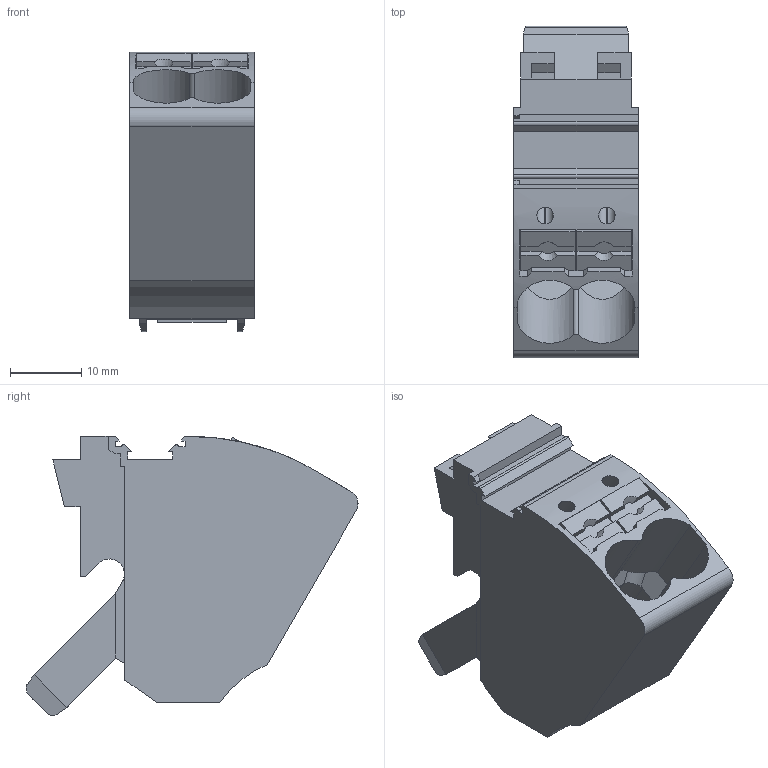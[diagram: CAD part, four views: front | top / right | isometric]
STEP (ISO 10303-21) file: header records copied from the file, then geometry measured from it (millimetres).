
FILE_DESCRIPTION(('Creo Elements/Direct Modeling STEP Export'),'2;1');
FILE_NAME('model.stp','2019-08-02T 1:43:18',(''),(''),'Creo Elements/Direct Modeling STEP processor for AP214 (Solid Model)','Creo Elements/Direct Modeling 20.1A 29-Sep-2018 (C) Parametric Technology GmbH','');
FILE_SCHEMA(('AUTOMOTIVE_DESIGN { 1 0 10303 214 1 1 1 1 }'));
Length unit declared in the file: millimetre
Products named in the file (2): AGK_10-PTPOWER_BK_YE-select
Assembly tree (1 placements, depth 2):
  AGK_10-PTPOWER_BK_YE-select
    AGK_10-PTPOWER_BK_YE-select
Bounding box: 17.5 x 46.56 x 39.15 mm (x, y, z)
Volume: 15700.3 mm3; surface area: 7699.8 mm2
Topology: 1 solids, 1 shells, 210 faces, 617 edges, 415 vertices
Faces by surface type: plane 170, cylinder 32, bspline 4, cone 4
Entity records: 13935 total; most frequent: CARTESIAN_POINT 6682, ORIENTED_EDGE 1234, DIRECTION 1022, EDGE_CURVE 617, VECTOR 490, LINE 490, VERTEX_POINT 415, AXIS2_PLACEMENT_3D 266
